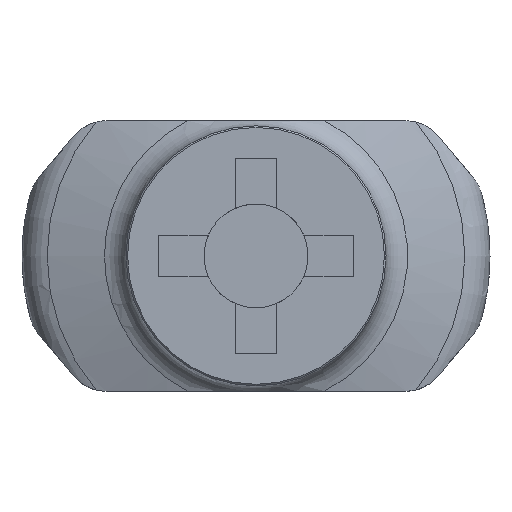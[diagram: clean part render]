
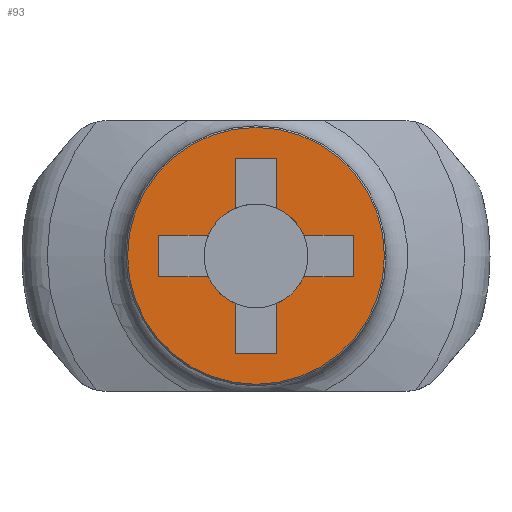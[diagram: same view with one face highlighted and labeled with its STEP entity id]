
A CAD part, top view. The second image highlights one B-rep face of the part: STEP entity #93.
In plain terms, the highlighted planar face has unit normal (0, 0, 1).
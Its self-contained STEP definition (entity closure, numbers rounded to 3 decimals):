
#81=FACE_BOUND('',#247,.T.);
#82=FACE_BOUND('',#248,.T.);
#93=ADVANCED_FACE('',(#81,#82),#154,.T.);
#154=PLANE('',#1230);
#247=EDGE_LOOP('',(#387,#388,#389,#390,#391,#392,#393,#394,#395,#396,#397,
#398,#399,#400,#401,#402));
#248=EDGE_LOOP('',(#403));
#327=CIRCLE('',#1225,20.);
#328=CIRCLE('',#1226,20.);
#329=CIRCLE('',#1227,20.);
#330=CIRCLE('',#1228,20.);
#331=CIRCLE('',#1229,49.4);
#387=ORIENTED_EDGE('',*,*,#831,.F.);
#388=ORIENTED_EDGE('',*,*,#832,.F.);
#389=ORIENTED_EDGE('',*,*,#833,.T.);
#390=ORIENTED_EDGE('',*,*,#834,.T.);
#391=ORIENTED_EDGE('',*,*,#835,.F.);
#392=ORIENTED_EDGE('',*,*,#836,.F.);
#393=ORIENTED_EDGE('',*,*,#837,.T.);
#394=ORIENTED_EDGE('',*,*,#838,.F.);
#395=ORIENTED_EDGE('',*,*,#839,.F.);
#396=ORIENTED_EDGE('',*,*,#840,.F.);
#397=ORIENTED_EDGE('',*,*,#841,.T.);
#398=ORIENTED_EDGE('',*,*,#842,.T.);
#399=ORIENTED_EDGE('',*,*,#843,.F.);
#400=ORIENTED_EDGE('',*,*,#844,.F.);
#401=ORIENTED_EDGE('',*,*,#845,.T.);
#402=ORIENTED_EDGE('',*,*,#846,.F.);
#403=ORIENTED_EDGE('',*,*,#847,.T.);
#719=VERTEX_POINT('',#1708);
#720=VERTEX_POINT('',#1709);
#721=VERTEX_POINT('',#1711);
#722=VERTEX_POINT('',#1713);
#723=VERTEX_POINT('',#1715);
#724=VERTEX_POINT('',#1717);
#725=VERTEX_POINT('',#1719);
#726=VERTEX_POINT('',#1721);
#727=VERTEX_POINT('',#1723);
#728=VERTEX_POINT('',#1725);
#729=VERTEX_POINT('',#1727);
#730=VERTEX_POINT('',#1729);
#731=VERTEX_POINT('',#1731);
#732=VERTEX_POINT('',#1733);
#733=VERTEX_POINT('',#1735);
#734=VERTEX_POINT('',#1737);
#735=VERTEX_POINT('',#1740);
#831=EDGE_CURVE('',#719,#720,#981,.T.);
#832=EDGE_CURVE('',#721,#719,#327,.T.);
#833=EDGE_CURVE('',#721,#722,#982,.T.);
#834=EDGE_CURVE('',#722,#723,#983,.T.);
#835=EDGE_CURVE('',#724,#723,#984,.T.);
#836=EDGE_CURVE('',#725,#724,#328,.T.);
#837=EDGE_CURVE('',#725,#726,#985,.T.);
#838=EDGE_CURVE('',#727,#726,#986,.T.);
#839=EDGE_CURVE('',#728,#727,#987,.T.);
#840=EDGE_CURVE('',#729,#728,#329,.T.);
#841=EDGE_CURVE('',#729,#730,#988,.T.);
#842=EDGE_CURVE('',#730,#731,#989,.T.);
#843=EDGE_CURVE('',#732,#731,#990,.T.);
#844=EDGE_CURVE('',#733,#732,#330,.T.);
#845=EDGE_CURVE('',#733,#734,#991,.T.);
#846=EDGE_CURVE('',#720,#734,#992,.T.);
#847=EDGE_CURVE('',#735,#735,#331,.T.);
#981=LINE('',#1707,#1081);
#982=LINE('',#1712,#1082);
#983=LINE('',#1714,#1083);
#984=LINE('',#1716,#1084);
#985=LINE('',#1720,#1085);
#986=LINE('',#1722,#1086);
#987=LINE('',#1724,#1087);
#988=LINE('',#1728,#1088);
#989=LINE('',#1730,#1089);
#990=LINE('',#1732,#1090);
#991=LINE('',#1736,#1091);
#992=LINE('',#1738,#1092);
#1081=VECTOR('',#1374,1.);
#1082=VECTOR('',#1377,1.);
#1083=VECTOR('',#1378,1.);
#1084=VECTOR('',#1379,1.);
#1085=VECTOR('',#1382,1.);
#1086=VECTOR('',#1383,1.);
#1087=VECTOR('',#1384,1.);
#1088=VECTOR('',#1387,1.);
#1089=VECTOR('',#1388,1.);
#1090=VECTOR('',#1389,1.);
#1091=VECTOR('',#1392,1.);
#1092=VECTOR('',#1393,1.);
#1225=AXIS2_PLACEMENT_3D('',#1710,#1375,#1376);
#1226=AXIS2_PLACEMENT_3D('',#1718,#1380,#1381);
#1227=AXIS2_PLACEMENT_3D('',#1726,#1385,#1386);
#1228=AXIS2_PLACEMENT_3D('',#1734,#1390,#1391);
#1229=AXIS2_PLACEMENT_3D('',#1739,#1394,#1395);
#1230=AXIS2_PLACEMENT_3D('',#1741,#1396,#1397);
#1374=DIRECTION('',(-1.,0.,0.));
#1375=DIRECTION('',(0.,0.,1.));
#1376=DIRECTION('',(1.,0.,0.));
#1377=DIRECTION('',(0.,1.,0.));
#1378=DIRECTION('',(1.,0.,0.));
#1379=DIRECTION('',(0.,1.,0.));
#1380=DIRECTION('',(0.,0.,1.));
#1381=DIRECTION('',(1.,0.,0.));
#1382=DIRECTION('',(1.,0.,0.));
#1383=DIRECTION('',(0.,1.,0.));
#1384=DIRECTION('',(1.,0.,0.));
#1385=DIRECTION('',(0.,0.,1.));
#1386=DIRECTION('',(1.,0.,0.));
#1387=DIRECTION('',(0.,-1.,0.));
#1388=DIRECTION('',(-1.,0.,0.));
#1389=DIRECTION('',(0.,-1.,0.));
#1390=DIRECTION('',(0.,0.,1.));
#1391=DIRECTION('',(1.,0.,0.));
#1392=DIRECTION('',(-1.,0.,0.));
#1393=DIRECTION('',(0.,-1.,0.));
#1394=DIRECTION('',(0.,0.,1.));
#1395=DIRECTION('',(1.,0.,0.));
#1396=DIRECTION('',(0.,0.,1.));
#1397=DIRECTION('',(1.,0.,0.));
#1707=CARTESIAN_POINT('',(-50.,8.,0.));
#1708=CARTESIAN_POINT('',(-18.33,8.,0.));
#1709=CARTESIAN_POINT('',(-37.5,8.,0.));
#1710=CARTESIAN_POINT('',(0.,0.,0.));
#1711=CARTESIAN_POINT('',(-8.,18.33,0.));
#1712=CARTESIAN_POINT('',(-8.,35.5,0.));
#1713=CARTESIAN_POINT('',(-8.,37.5,0.));
#1714=CARTESIAN_POINT('',(6.075,37.5,0.));
#1715=CARTESIAN_POINT('',(8.,37.5,0.));
#1716=CARTESIAN_POINT('',(8.,0.,0.));
#1717=CARTESIAN_POINT('',(8.,18.33,0.));
#1718=CARTESIAN_POINT('',(0.,0.,0.));
#1719=CARTESIAN_POINT('',(18.33,8.,0.));
#1720=CARTESIAN_POINT('',(-50.,8.,0.));
#1721=CARTESIAN_POINT('',(37.5,8.,0.));
#1722=CARTESIAN_POINT('',(37.5,0.,0.));
#1723=CARTESIAN_POINT('',(37.5,-8.,0.));
#1724=CARTESIAN_POINT('',(-50.,-8.,0.));
#1725=CARTESIAN_POINT('',(18.33,-8.,0.));
#1726=CARTESIAN_POINT('',(0.,0.,0.));
#1727=CARTESIAN_POINT('',(8.,-18.33,0.));
#1728=CARTESIAN_POINT('',(8.,-35.5,0.));
#1729=CARTESIAN_POINT('',(8.,-37.5,0.));
#1730=CARTESIAN_POINT('',(-6.075,-37.5,0.));
#1731=CARTESIAN_POINT('',(-8.,-37.5,0.));
#1732=CARTESIAN_POINT('',(-8.,0.,0.));
#1733=CARTESIAN_POINT('',(-8.,-18.33,0.));
#1734=CARTESIAN_POINT('',(0.,0.,0.));
#1735=CARTESIAN_POINT('',(-18.33,-8.,0.));
#1736=CARTESIAN_POINT('',(-50.,-8.,0.));
#1737=CARTESIAN_POINT('',(-37.5,-8.,0.));
#1738=CARTESIAN_POINT('',(-37.5,0.,0.));
#1739=CARTESIAN_POINT('',(0.,0.,0.));
#1740=CARTESIAN_POINT('',(49.4,0.,0.));
#1741=CARTESIAN_POINT('',(-50.,0.,0.));
